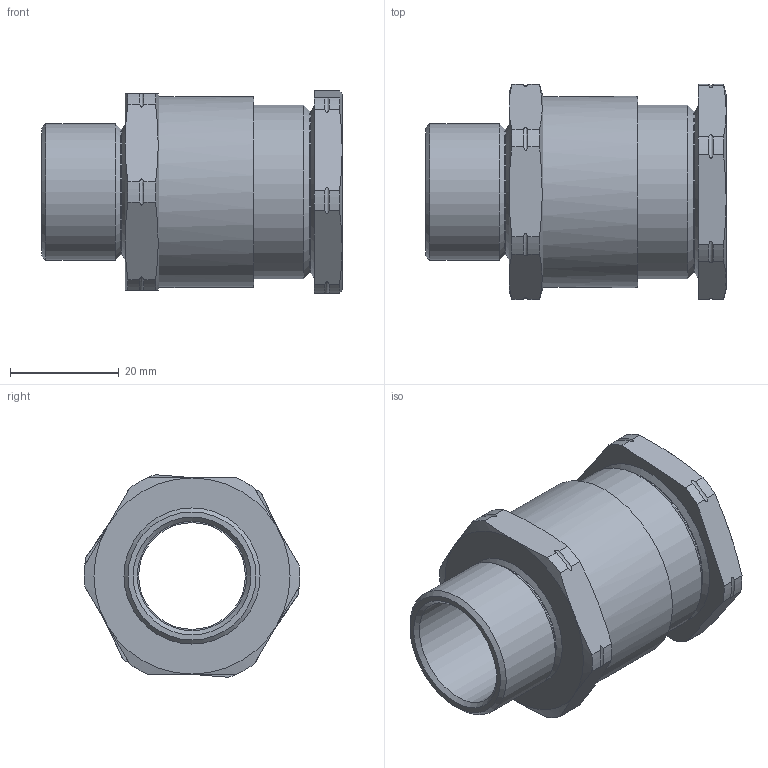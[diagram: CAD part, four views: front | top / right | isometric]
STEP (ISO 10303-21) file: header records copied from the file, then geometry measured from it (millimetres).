
FILE_DESCRIPTION (( 'STEP AP203' ), '1' );
FILE_NAME ('25LA2F1001RA.STEP', '2019-10-30T13:18:02', ( '' ), ( '' ), 'SwSTEP 2.0', 'SolidWorks 2017', '' );
FILE_SCHEMA (( 'CONFIG_CONTROL_DESIGN' ));
Length unit declared in the file: millimetre
Products named in the file (1): 25LA2F1001RA
Bounding box: 55.17 x 39.6 x 37.21 mm (x, y, z)
Surface area: 10849.9 mm2 (no closed solid volume)
Topology: 0 solids, 4 shells, 82 faces, 210 edges, 134 vertices
Faces by surface type: cylinder 32, cone 19, plane 18, torus 13
Full cylindrical faces by diameter (mm): 20.1 x1, 23 x1, 24 x1, 25 x1, 26.5 x1, 29.718 x1, 32 x1, 35.1 x1
Entity records: 2938 total; most frequent: CARTESIAN_POINT 981, DIRECTION 388, ORIENTED_EDGE 376, EDGE_CURVE 192, AXIS2_PLACEMENT_3D 167, VERTEX_POINT 132, EDGE_LOOP 104, FACE_OUTER_BOUND 91
